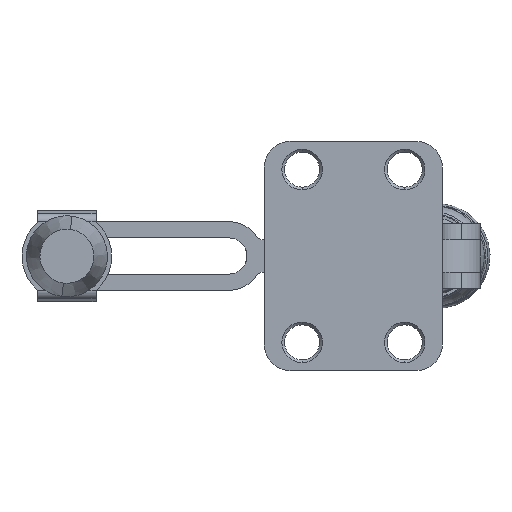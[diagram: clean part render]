
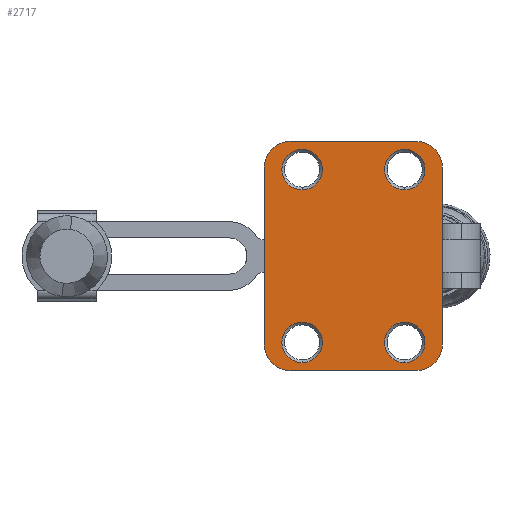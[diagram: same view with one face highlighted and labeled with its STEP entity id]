
A CAD part, front view. The second image highlights one B-rep face of the part: STEP entity #2717.
In plain terms, the highlighted planar face has unit normal (0, -1, 0).
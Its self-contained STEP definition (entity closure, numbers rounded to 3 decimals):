
#170 = CARTESIAN_POINT ( 'NONE',  ( 932.246, 38.14, 42.5 ) ) ;
#633 = EDGE_CURVE ( 'NONE', #19740, #1948, #28646, .T. ) ;
#753 = CARTESIAN_POINT ( 'NONE',  ( 930.246, 38.14, 37.25 ) ) ;
#961 = CIRCLE ( 'NONE', #34040, 3.75 ) ;
#1042 = ORIENTED_EDGE ( 'NONE', *, *, #28098, .T. ) ;
#1060 = CARTESIAN_POINT ( 'NONE',  ( 930.246, 38.14, 37.25 ) ) ;
#1614 = CIRCLE ( 'NONE', #41129, 3.75 ) ;
#1668 = AXIS2_PLACEMENT_3D ( 'NONE', #4137, #27199, #7460 ) ;
#1922 = CARTESIAN_POINT ( 'NONE',  ( 937.246, 38.14, 37.5 ) ) ;
#1948 = VERTEX_POINT ( 'NONE', #27435 ) ;
#2201 = CIRCLE ( 'NONE', #12609, 3.75 ) ;
#2717 = ADVANCED_FACE ( 'NONE', ( #7381, #34730, #41464, #32663, #23898 ), #35594, .F. ) ;
#2720 = DIRECTION ( 'NONE',  ( 0., 0., 1. ) ) ;
#2876 = ORIENTED_EDGE ( 'NONE', *, *, #633, .T. ) ;
#3482 = CIRCLE ( 'NONE', #36830, 3.75 ) ;
#3635 = DIRECTION ( 'NONE',  ( 0., 1., 0. ) ) ;
#3728 = VERTEX_POINT ( 'NONE', #23980 ) ;
#3977 = CARTESIAN_POINT ( 'NONE',  ( 909.246, 38.14, 5. ) ) ;
#4080 = DIRECTION ( 'NONE',  ( 0., 0., 1. ) ) ;
#4137 = CARTESIAN_POINT ( 'NONE',  ( 930.246, 38.14, 5.25 ) ) ;
#4249 = ORIENTED_EDGE ( 'NONE', *, *, #10930, .T. ) ;
#4384 = DIRECTION ( 'NONE',  ( 0., 0., -1. ) ) ;
#4402 = DIRECTION ( 'NONE',  ( 0., 0., 1. ) ) ;
#4521 = CARTESIAN_POINT ( 'NONE',  ( 932.246, 38.14, 5. ) ) ;
#4668 = DIRECTION ( 'NONE',  ( 0., -1., 0. ) ) ;
#4882 = ORIENTED_EDGE ( 'NONE', *, *, #29719, .T. ) ;
#5120 = VECTOR ( 'NONE', #35090, 1000. ) ;
#5637 = EDGE_CURVE ( 'NONE', #16066, #1948, #36638, .T. ) ;
#5861 = VECTOR ( 'NONE', #6082, 1000. ) ;
#5949 = AXIS2_PLACEMENT_3D ( 'NONE', #28953, #9203, #32290 ) ;
#5951 = VERTEX_POINT ( 'NONE', #8346 ) ;
#6082 = DIRECTION ( 'NONE',  ( -1., 0., 0. ) ) ;
#6328 = EDGE_CURVE ( 'NONE', #24259, #15306, #37651, .T. ) ;
#6574 = LINE ( 'NONE', #16356, #40665 ) ;
#6887 = EDGE_CURVE ( 'NONE', #3728, #17328, #961, .T. ) ;
#7298 = DIRECTION ( 'NONE',  ( 0., 0., -1. ) ) ;
#7381 = FACE_BOUND ( 'NONE', #24018, .T. ) ;
#7391 = AXIS2_PLACEMENT_3D ( 'NONE', #4521, #4668, #4384 ) ;
#7460 = DIRECTION ( 'NONE',  ( 0., 0., 1. ) ) ;
#7691 = CARTESIAN_POINT ( 'NONE',  ( 911.246, 38.14, 33.5 ) ) ;
#7826 = EDGE_CURVE ( 'NONE', #34401, #28256, #3482, .T. ) ;
#7868 = CIRCLE ( 'NONE', #9954, 3.75 ) ;
#8346 = CARTESIAN_POINT ( 'NONE',  ( 911.246, 38.14, 41. ) ) ;
#9203 = DIRECTION ( 'NONE',  ( 0., 1., 0. ) ) ;
#9335 = CIRCLE ( 'NONE', #5949, 3.75 ) ;
#9648 = DIRECTION ( 'NONE',  ( 0., 1., 0. ) ) ;
#9954 = AXIS2_PLACEMENT_3D ( 'NONE', #38315, #18496, #41629 ) ;
#10428 = CIRCLE ( 'NONE', #19279, 5. ) ;
#10645 = CIRCLE ( 'NONE', #23865, 5. ) ;
#10838 = CARTESIAN_POINT ( 'NONE',  ( 932.246, 38.14, 0. ) ) ;
#10930 = EDGE_CURVE ( 'NONE', #5951, #38942, #29367, .T. ) ;
#11584 = CARTESIAN_POINT ( 'NONE',  ( 911.246, 38.14, 1.5 ) ) ;
#12322 = AXIS2_PLACEMENT_3D ( 'NONE', #36709, #16925, #40040 ) ;
#12562 = EDGE_CURVE ( 'NONE', #29630, #30145, #6574, .T. ) ;
#12609 = AXIS2_PLACEMENT_3D ( 'NONE', #29396, #9648, #32731 ) ;
#14480 = CARTESIAN_POINT ( 'NONE',  ( 909.246, 38.14, 42.5 ) ) ;
#14637 = LINE ( 'NONE', #25803, #5861 ) ;
#15052 = DIRECTION ( 'NONE',  ( 0., -1., 0. ) ) ;
#15306 = VERTEX_POINT ( 'NONE', #42131 ) ;
#16066 = VERTEX_POINT ( 'NONE', #1922 ) ;
#16356 = CARTESIAN_POINT ( 'NONE',  ( 0., 38.14, 42.5 ) ) ;
#16925 = DIRECTION ( 'NONE',  ( 0., 1., 0. ) ) ;
#17010 = VERTEX_POINT ( 'NONE', #33537 ) ;
#17220 = CARTESIAN_POINT ( 'NONE',  ( 932.246, 38.14, 37.5 ) ) ;
#17328 = VERTEX_POINT ( 'NONE', #36344 ) ;
#17918 = ORIENTED_EDGE ( 'NONE', *, *, #22803, .T. ) ;
#18022 = VECTOR ( 'NONE', #40709, 1000. ) ;
#18451 = ORIENTED_EDGE ( 'NONE', *, *, #26831, .T. ) ;
#18496 = DIRECTION ( 'NONE',  ( 0., 1., 0. ) ) ;
#18523 = EDGE_CURVE ( 'NONE', #38942, #5951, #7868, .T. ) ;
#19065 = ORIENTED_EDGE ( 'NONE', *, *, #6887, .T. ) ;
#19279 = AXIS2_PLACEMENT_3D ( 'NONE', #34806, #15052, #38147 ) ;
#19300 = VERTEX_POINT ( 'NONE', #26534 ) ;
#19740 = VERTEX_POINT ( 'NONE', #10838 ) ;
#20537 = DIRECTION ( 'NONE',  ( 0., 0., -1. ) ) ;
#22476 = DIRECTION ( 'NONE',  ( 0., 1., 0. ) ) ;
#22637 = LINE ( 'NONE', #31792, #5120 ) ;
#22803 = EDGE_CURVE ( 'NONE', #16066, #30145, #10645, .T. ) ;
#22910 = ORIENTED_EDGE ( 'NONE', *, *, #6328, .F. ) ;
#23394 = CARTESIAN_POINT ( 'NONE',  ( 930.246, 38.14, 5.25 ) ) ;
#23475 = EDGE_LOOP ( 'NONE', ( #35585, #17918, #28709, #4882, #40594, #22910, #33035, #2876 ) ) ;
#23731 = EDGE_LOOP ( 'NONE', ( #36379, #18451 ) ) ;
#23841 = DIRECTION ( 'NONE',  ( 0., 1., 0. ) ) ;
#23865 = AXIS2_PLACEMENT_3D ( 'NONE', #17220, #40331, #20537 ) ;
#23898 = FACE_OUTER_BOUND ( 'NONE', #23475, .T. ) ;
#23980 = CARTESIAN_POINT ( 'NONE',  ( 930.246, 38.14, 9. ) ) ;
#24018 = EDGE_LOOP ( 'NONE', ( #38971, #4249 ) ) ;
#24146 = DIRECTION ( 'NONE',  ( 0., 1., 0. ) ) ;
#24259 = VERTEX_POINT ( 'NONE', #36616 ) ;
#25117 = CARTESIAN_POINT ( 'NONE',  ( 930.246, 38.14, 41. ) ) ;
#25803 = CARTESIAN_POINT ( 'NONE',  ( 0., 38.14, 0. ) ) ;
#26268 = EDGE_CURVE ( 'NONE', #19740, #24259, #14637, .T. ) ;
#26534 = CARTESIAN_POINT ( 'NONE',  ( 904.246, 38.14, 37.5 ) ) ;
#26702 = DIRECTION ( 'NONE',  ( 0., 0., 1. ) ) ;
#26831 = EDGE_CURVE ( 'NONE', #17010, #39557, #2201, .T. ) ;
#27048 = DIRECTION ( 'NONE',  ( 0., 1., 0. ) ) ;
#27199 = DIRECTION ( 'NONE',  ( 0., 1., 0. ) ) ;
#27435 = CARTESIAN_POINT ( 'NONE',  ( 937.246, 38.14, 5. ) ) ;
#27651 = ORIENTED_EDGE ( 'NONE', *, *, #7826, .T. ) ;
#28098 = EDGE_CURVE ( 'NONE', #28256, #34401, #1614, .T. ) ;
#28256 = VERTEX_POINT ( 'NONE', #25117 ) ;
#28646 = CIRCLE ( 'NONE', #7391, 5. ) ;
#28709 = ORIENTED_EDGE ( 'NONE', *, *, #12562, .F. ) ;
#28953 = CARTESIAN_POINT ( 'NONE',  ( 911.246, 38.14, 5.25 ) ) ;
#29367 = CIRCLE ( 'NONE', #12322, 3.75 ) ;
#29396 = CARTESIAN_POINT ( 'NONE',  ( 911.246, 38.14, 5.25 ) ) ;
#29630 = VERTEX_POINT ( 'NONE', #14480 ) ;
#29719 = EDGE_CURVE ( 'NONE', #29630, #19300, #10428, .T. ) ;
#29897 = EDGE_LOOP ( 'NONE', ( #31911, #19065 ) ) ;
#30145 = VERTEX_POINT ( 'NONE', #170 ) ;
#31792 = CARTESIAN_POINT ( 'NONE',  ( 904.246, 38.14, 42.5 ) ) ;
#31911 = ORIENTED_EDGE ( 'NONE', *, *, #32742, .T. ) ;
#32290 = DIRECTION ( 'NONE',  ( 0., 0., 1. ) ) ;
#32663 = FACE_BOUND ( 'NONE', #23731, .T. ) ;
#32731 = DIRECTION ( 'NONE',  ( 0., 0., 1. ) ) ;
#32742 = EDGE_CURVE ( 'NONE', #17328, #3728, #39706, .T. ) ;
#33035 = ORIENTED_EDGE ( 'NONE', *, *, #26268, .F. ) ;
#33115 = EDGE_CURVE ( 'NONE', #19300, #15306, #22637, .T. ) ;
#33537 = CARTESIAN_POINT ( 'NONE',  ( 911.246, 38.14, 9. ) ) ;
#34040 = AXIS2_PLACEMENT_3D ( 'NONE', #23394, #3635, #26702 ) ;
#34243 = AXIS2_PLACEMENT_3D ( 'NONE', #42258, #22476, #2720 ) ;
#34401 = VERTEX_POINT ( 'NONE', #42344 ) ;
#34730 = FACE_BOUND ( 'NONE', #39943, .T. ) ;
#34806 = CARTESIAN_POINT ( 'NONE',  ( 909.246, 38.14, 37.5 ) ) ;
#35090 = DIRECTION ( 'NONE',  ( 0., 0., -1. ) ) ;
#35585 = ORIENTED_EDGE ( 'NONE', *, *, #5637, .F. ) ;
#35594 = PLANE ( 'NONE',  #34243 ) ;
#36344 = CARTESIAN_POINT ( 'NONE',  ( 930.246, 38.14, 1.5 ) ) ;
#36379 = ORIENTED_EDGE ( 'NONE', *, *, #40261, .T. ) ;
#36616 = CARTESIAN_POINT ( 'NONE',  ( 909.246, 38.14, 0. ) ) ;
#36638 = LINE ( 'NONE', #37393, #18022 ) ;
#36709 = CARTESIAN_POINT ( 'NONE',  ( 911.246, 38.14, 37.25 ) ) ;
#36830 = AXIS2_PLACEMENT_3D ( 'NONE', #753, #23841, #4080 ) ;
#37393 = CARTESIAN_POINT ( 'NONE',  ( 937.246, 38.14, 42.5 ) ) ;
#37651 = CIRCLE ( 'NONE', #42340, 5. ) ;
#38147 = DIRECTION ( 'NONE',  ( 0., 0., -1. ) ) ;
#38315 = CARTESIAN_POINT ( 'NONE',  ( 911.246, 38.14, 37.25 ) ) ;
#38942 = VERTEX_POINT ( 'NONE', #7691 ) ;
#38971 = ORIENTED_EDGE ( 'NONE', *, *, #18523, .T. ) ;
#39457 = DIRECTION ( 'NONE',  ( 1., 0., 0. ) ) ;
#39557 = VERTEX_POINT ( 'NONE', #11584 ) ;
#39706 = CIRCLE ( 'NONE', #1668, 3.75 ) ;
#39943 = EDGE_LOOP ( 'NONE', ( #27651, #1042 ) ) ;
#40040 = DIRECTION ( 'NONE',  ( 0., 0., 1. ) ) ;
#40261 = EDGE_CURVE ( 'NONE', #39557, #17010, #9335, .T. ) ;
#40331 = DIRECTION ( 'NONE',  ( 0., -1., 0. ) ) ;
#40594 = ORIENTED_EDGE ( 'NONE', *, *, #33115, .T. ) ;
#40665 = VECTOR ( 'NONE', #39457, 1000. ) ;
#40709 = DIRECTION ( 'NONE',  ( 0., 0., -1. ) ) ;
#41129 = AXIS2_PLACEMENT_3D ( 'NONE', #1060, #24146, #4402 ) ;
#41464 = FACE_BOUND ( 'NONE', #29897, .T. ) ;
#41629 = DIRECTION ( 'NONE',  ( 0., 0., 1. ) ) ;
#42131 = CARTESIAN_POINT ( 'NONE',  ( 904.246, 38.14, 5. ) ) ;
#42258 = CARTESIAN_POINT ( 'NONE',  ( 0., 38.14, 42.5 ) ) ;
#42340 = AXIS2_PLACEMENT_3D ( 'NONE', #3977, #27048, #7298 ) ;
#42344 = CARTESIAN_POINT ( 'NONE',  ( 930.246, 38.14, 33.5 ) ) ;
